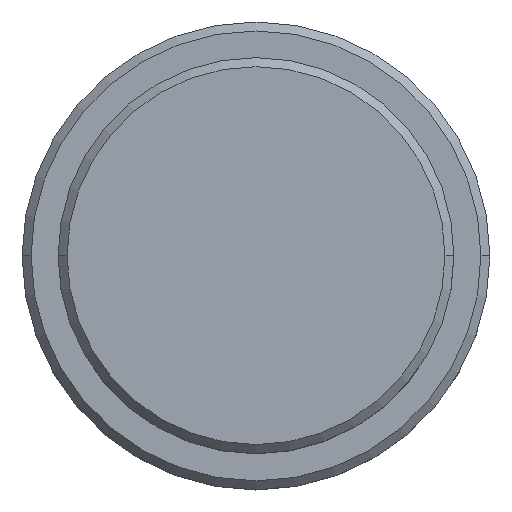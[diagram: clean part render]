
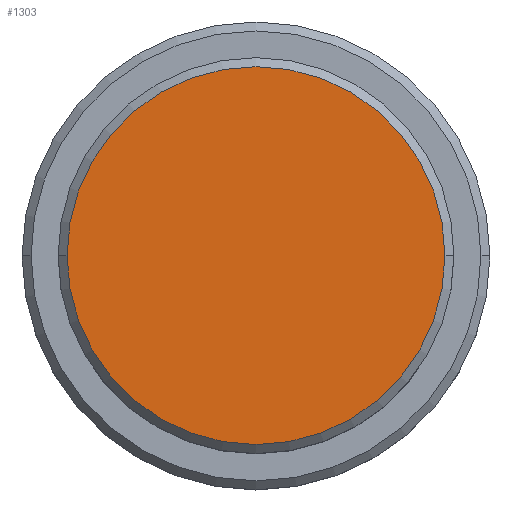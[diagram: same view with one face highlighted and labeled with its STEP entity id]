
A CAD part, top view. The second image highlights one B-rep face of the part: STEP entity #1303.
In plain terms, the highlighted planar face has unit normal (0, 0, 1).
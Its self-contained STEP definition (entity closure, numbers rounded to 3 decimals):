
#15 = CIRCLE ( 'NONE', #672, 10.5 ) ;
#77 = DIRECTION ( 'NONE',  ( 1., 0., 0. ) ) ;
#158 = DIRECTION ( 'NONE',  ( 1., 0., 0. ) ) ;
#178 = FACE_OUTER_BOUND ( 'NONE', #242, .T. ) ;
#212 = CIRCLE ( 'NONE', #282, 10.5 ) ;
#216 = CARTESIAN_POINT ( 'NONE',  ( 10.5, 0., 0. ) ) ;
#217 = CARTESIAN_POINT ( 'NONE',  ( 0., 0., 0. ) ) ;
#242 = EDGE_LOOP ( 'NONE', ( #678, #1350 ) ) ;
#282 = AXIS2_PLACEMENT_3D ( 'NONE', #729, #926, #1019 ) ;
#360 = CARTESIAN_POINT ( 'NONE',  ( -10.5, 0., 0. ) ) ;
#428 = VERTEX_POINT ( 'NONE', #360 ) ;
#455 = EDGE_CURVE ( 'NONE', #428, #558, #15, .T. ) ;
#539 = PLANE ( 'NONE',  #776 ) ;
#558 = VERTEX_POINT ( 'NONE', #216 ) ;
#626 = DIRECTION ( 'NONE',  ( 0., 0., 1. ) ) ;
#672 = AXIS2_PLACEMENT_3D ( 'NONE', #700, #832, #158 ) ;
#678 = ORIENTED_EDGE ( 'NONE', *, *, #455, .T. ) ;
#700 = CARTESIAN_POINT ( 'NONE',  ( 0., 0., 0. ) ) ;
#729 = CARTESIAN_POINT ( 'NONE',  ( 0., 0., 0. ) ) ;
#776 = AXIS2_PLACEMENT_3D ( 'NONE', #217, #626, #77 ) ;
#832 = DIRECTION ( 'NONE',  ( 0., 0., 1. ) ) ;
#926 = DIRECTION ( 'NONE',  ( 0., 0., 1. ) ) ;
#1019 = DIRECTION ( 'NONE',  ( 1., 0., 0. ) ) ;
#1128 = EDGE_CURVE ( 'NONE', #558, #428, #212, .T. ) ;
#1303 = ADVANCED_FACE ( 'NONE', ( #178 ), #539, .T. ) ;
#1350 = ORIENTED_EDGE ( 'NONE', *, *, #1128, .T. ) ;
